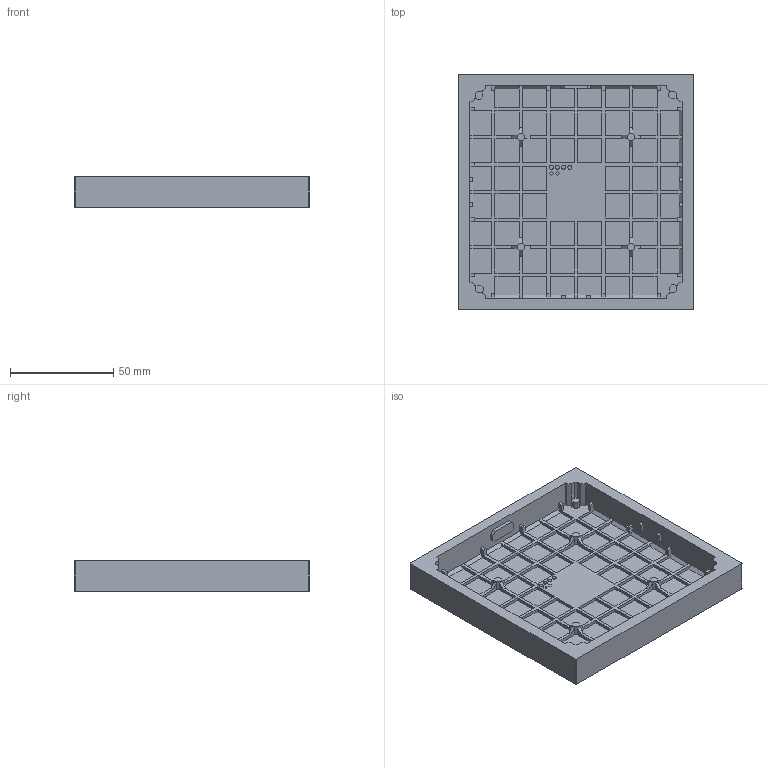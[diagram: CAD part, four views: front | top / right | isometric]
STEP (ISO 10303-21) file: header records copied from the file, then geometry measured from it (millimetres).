
FILE_DESCRIPTION(('FreeCAD Model'),'2;1');
FILE_NAME('canvas_42.step', '2020-03-18T13:31:21',('Author'),(''), 'Open CASCADE STEP processor 7.2','FreeCAD','Unknown');
FILE_SCHEMA(('AUTOMOTIVE_DESIGN { 1 0 10303 214 1 1 1 1 }'));
Length unit declared in the file: millimetre
Products named in the file (1): Pocket
Bounding box: 114 x 114 x 15 mm (x, y, z)
Volume: 48985.1 mm3; surface area: 42288 mm2
Topology: 1 solids, 1 shells, 505 faces, 1383 edges, 914 vertices
Faces by surface type: plane 497, cylinder 8
Full cylindrical faces by diameter (mm): 2 x4
Entity records: 33183 total; most frequent: CARTESIAN_POINT 6027, DIRECTION 4719, LINE 3659, VECTOR 3659, ORIENTED_EDGE 2766, PCURVE 2766, DEFINITIONAL_REPRESENTATION 2766, EDGE_CURVE 1383
